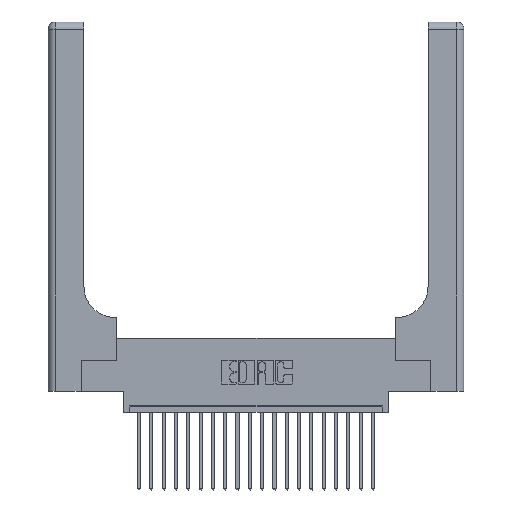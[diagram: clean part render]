
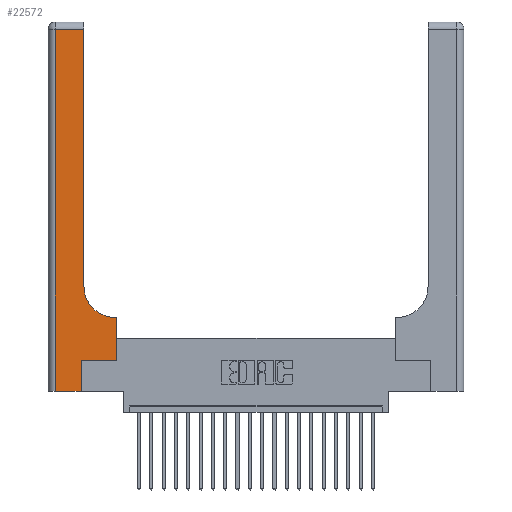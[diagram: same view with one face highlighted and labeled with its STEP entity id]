
A CAD part, top view. The second image highlights one B-rep face of the part: STEP entity #22572.
In plain terms, the highlighted planar face has unit normal (0, 0, 1).
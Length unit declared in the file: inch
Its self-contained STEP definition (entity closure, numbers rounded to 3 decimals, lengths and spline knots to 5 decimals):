
#213 = EDGE_CURVE ( 'NONE', #4782, #22654, #13171, .T. ) ;
#617 = ORIENTED_EDGE ( 'NONE', *, *, #11497, .T. ) ;
#811 = AXIS2_PLACEMENT_3D ( 'NONE', #8555, #1452, #8638 ) ;
#1204 = CARTESIAN_POINT ( 'NONE',  ( 0.269, 0.25, 0.37 ) ) ;
#1279 = DIRECTION ( 'NONE',  ( 1., 0., 0. ) ) ;
#1452 = DIRECTION ( 'NONE',  ( 0., 0., -1. ) ) ;
#2225 = CARTESIAN_POINT ( 'NONE',  ( 0.5585, 0.25, 0.37 ) ) ;
#2863 = CARTESIAN_POINT ( 'NONE',  ( 0.2915, 0.6, 0.37 ) ) ;
#2906 = LINE ( 'NONE', #14197, #20672 ) ;
#3099 = LINE ( 'NONE', #5678, #20595 ) ;
#3334 = DIRECTION ( 'NONE',  ( 0., 1., 0. ) ) ;
#4782 = VERTEX_POINT ( 'NONE', #21095 ) ;
#4990 = VECTOR ( 'NONE', #13597, 39.37008 ) ;
#5563 = DIRECTION ( 'NONE',  ( 0., -1., 0. ) ) ;
#5678 = CARTESIAN_POINT ( 'NONE',  ( 0., 2.94, 0.37 ) ) ;
#5776 = LINE ( 'NONE', #22397, #22655 ) ;
#6482 = EDGE_CURVE ( 'NONE', #9087, #9147, #12330, .T. ) ;
#6775 = CARTESIAN_POINT ( 'NONE',  ( 0.269, 0.25, 0.37 ) ) ;
#6808 = EDGE_CURVE ( 'NONE', #9262, #21358, #19962, .T. ) ;
#7537 = DIRECTION ( 'NONE',  ( -1., 0., 0. ) ) ;
#8076 = ORIENTED_EDGE ( 'NONE', *, *, #6482, .T. ) ;
#8555 = CARTESIAN_POINT ( 'NONE',  ( 0., 3., 0.37 ) ) ;
#8638 = DIRECTION ( 'NONE',  ( -1., 0., 0. ) ) ;
#8676 = VECTOR ( 'NONE', #22135, 39.37008 ) ;
#8735 = ORIENTED_EDGE ( 'NONE', *, *, #213, .T. ) ;
#9073 = CARTESIAN_POINT ( 'NONE',  ( 0.06, 0., 0.37 ) ) ;
#9087 = VERTEX_POINT ( 'NONE', #9073 ) ;
#9147 = VERTEX_POINT ( 'NONE', #14447 ) ;
#9262 = VERTEX_POINT ( 'NONE', #18737 ) ;
#10081 = VECTOR ( 'NONE', #17318, 39.37008 ) ;
#10334 = LINE ( 'NONE', #1204, #4990 ) ;
#10351 = FACE_OUTER_BOUND ( 'NONE', #21141, .T. ) ;
#10385 = PLANE ( 'NONE',  #811 ) ;
#10422 = ORIENTED_EDGE ( 'NONE', *, *, #20409, .T. ) ;
#10472 = CARTESIAN_POINT ( 'NONE',  ( 0.06, 2.94, 0.37 ) ) ;
#11497 = EDGE_CURVE ( 'NONE', #14331, #9262, #5776, .T. ) ;
#11828 = EDGE_CURVE ( 'NONE', #19891, #9087, #14767, .T. ) ;
#12139 = ORIENTED_EDGE ( 'NONE', *, *, #16765, .T. ) ;
#12330 = LINE ( 'NONE', #13240, #8676 ) ;
#12420 = EDGE_CURVE ( 'NONE', #9147, #22952, #2906, .T. ) ;
#12545 = DIRECTION ( 'NONE',  ( 0., 1., 0. ) ) ;
#13171 = LINE ( 'NONE', #17965, #17478 ) ;
#13240 = CARTESIAN_POINT ( 'NONE',  ( 0., 0., 0.37 ) ) ;
#13597 = DIRECTION ( 'NONE',  ( 1., 0., 0. ) ) ;
#14070 = CARTESIAN_POINT ( 'NONE',  ( 0.5415, 0.85, 0.37 ) ) ;
#14197 = CARTESIAN_POINT ( 'NONE',  ( 0.269, 0., 0.37 ) ) ;
#14309 = CARTESIAN_POINT ( 'NONE',  ( 0.2915, 2.94, 0.37 ) ) ;
#14331 = VERTEX_POINT ( 'NONE', #2225 ) ;
#14447 = CARTESIAN_POINT ( 'NONE',  ( 0.269, 0., 0.37 ) ) ;
#14767 = LINE ( 'NONE', #21610, #17345 ) ;
#15253 = DIRECTION ( 'NONE',  ( 0., 1., 0. ) ) ;
#15561 = ORIENTED_EDGE ( 'NONE', *, *, #12420, .T. ) ;
#15715 = ORIENTED_EDGE ( 'NONE', *, *, #6808, .T. ) ;
#16360 = EDGE_CURVE ( 'NONE', #22952, #14331, #10334, .T. ) ;
#16765 = EDGE_CURVE ( 'NONE', #21358, #4782, #19102, .T. ) ;
#17318 = DIRECTION ( 'NONE',  ( -1., 0., 0. ) ) ;
#17345 = VECTOR ( 'NONE', #5563, 39.37008 ) ;
#17416 = CARTESIAN_POINT ( 'NONE',  ( 0.5415, 0.6, 0.37 ) ) ;
#17478 = VECTOR ( 'NONE', #12545, 39.37008 ) ;
#17965 = CARTESIAN_POINT ( 'NONE',  ( 0.2915, 3., 0.37 ) ) ;
#18737 = CARTESIAN_POINT ( 'NONE',  ( 0.5585, 0.6, 0.37 ) ) ;
#19102 = CIRCLE ( 'NONE', #22751, 0.25 ) ;
#19891 = VERTEX_POINT ( 'NONE', #10472 ) ;
#19962 = LINE ( 'NONE', #2863, #10081 ) ;
#20409 = EDGE_CURVE ( 'NONE', #22654, #19891, #3099, .T. ) ;
#20595 = VECTOR ( 'NONE', #7537, 39.37008 ) ;
#20672 = VECTOR ( 'NONE', #3334, 39.37008 ) ;
#20928 = ORIENTED_EDGE ( 'NONE', *, *, #16360, .T. ) ;
#21010 = DIRECTION ( 'NONE',  ( 0., 0., -1. ) ) ;
#21095 = CARTESIAN_POINT ( 'NONE',  ( 0.2915, 0.85, 0.37 ) ) ;
#21141 = EDGE_LOOP ( 'NONE', ( #8735, #10422, #22490, #8076, #15561, #20928, #617, #15715, #12139 ) ) ;
#21358 = VERTEX_POINT ( 'NONE', #17416 ) ;
#21610 = CARTESIAN_POINT ( 'NONE',  ( 0.06, 3., 0.37 ) ) ;
#22135 = DIRECTION ( 'NONE',  ( 1., 0., 0. ) ) ;
#22397 = CARTESIAN_POINT ( 'NONE',  ( 0.5585, 0.25, 0.37 ) ) ;
#22490 = ORIENTED_EDGE ( 'NONE', *, *, #11828, .T. ) ;
#22572 = ADVANCED_FACE ( 'NONE', ( #10351 ), #10385, .F. ) ;
#22654 = VERTEX_POINT ( 'NONE', #14309 ) ;
#22655 = VECTOR ( 'NONE', #15253, 39.37008 ) ;
#22751 = AXIS2_PLACEMENT_3D ( 'NONE', #14070, #21010, #1279 ) ;
#22952 = VERTEX_POINT ( 'NONE', #6775 ) ;
